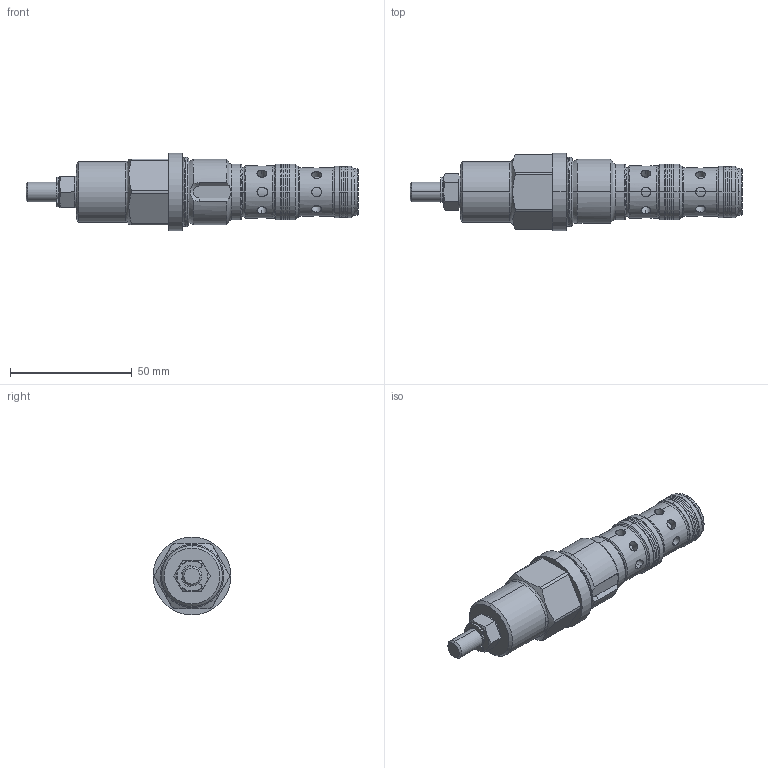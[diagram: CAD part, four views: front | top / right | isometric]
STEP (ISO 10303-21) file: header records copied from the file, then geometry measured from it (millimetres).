
FILE_DESCRIPTION (( 'STEP AP214' ), '1' );
FILE_NAME ('419.D3_Kunde.STEP', '2017-02-21T15:33:40', ( 'user' ), ( '' ), 'SwSTEP 2.0', 'SolidWorks 2016', '' );
FILE_SCHEMA (( 'AUTOMOTIVE_DESIGN' ));
Length unit declared in the file: millimetre
Products named in the file (1): 419.D3_Kunde
Bounding box: 136.42 x 32 x 32 mm (x, y, z)
Volume: 56026.8 mm3; surface area: 12978.6 mm2
Topology: 3 solids, 3 shells, 235 faces, 565 edges, 359 vertices
Faces by surface type: cylinder 111, cone 50, plane 44, bspline 30
Entity records: 9163 total; most frequent: CARTESIAN_POINT 3687, ORIENTED_EDGE 1130, DIRECTION 1110, EDGE_CURVE 565, AXIS2_PLACEMENT_3D 458, VERTEX_POINT 359, EDGE_LOOP 260, CIRCLE 252
